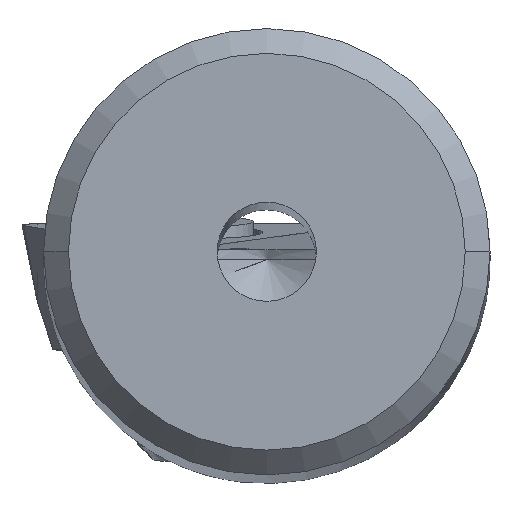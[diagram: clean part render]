
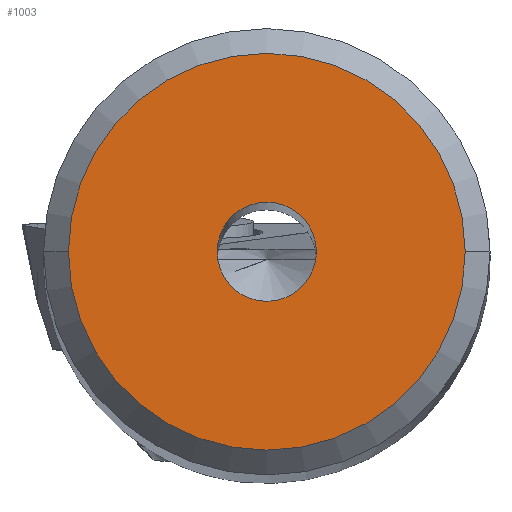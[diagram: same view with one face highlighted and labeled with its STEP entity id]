
A CAD part, top view. The second image highlights one B-rep face of the part: STEP entity #1003.
In plain terms, the highlighted planar face has unit normal (0, 0, 1).
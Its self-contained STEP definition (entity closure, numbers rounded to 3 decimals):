
#927=VERTEX_POINT('NONE',#2011);
#957=VERTEX_POINT('NONE',#2046);
#1003=ADVANCED_FACE('NONE',(#2095,#2096),#2097,.T.);
#1045=VERTEX_POINT('NONE',#2143);
#1073=EDGE_CURVE('NONE',#1045,#957,#2178,.T.);
#1253=EDGE_CURVE('NONE',#927,#1427,#2380,.F.);
#1427=VERTEX_POINT('NONE',#2566);
#1437=EDGE_CURVE('NONE',#957,#1045,#2578,.T.);
#1439=EDGE_CURVE('NONE',#1427,#927,#2580,.T.);
#2011=CARTESIAN_POINT('',(4.,0.,83.001));
#2046=CARTESIAN_POINT('',(1.,0.0,83.001));
#2095=FACE_OUTER_BOUND('',#3541,.T.);
#2096=FACE_BOUND('',#3542,.T.);
#2097=PLANE('',#3543);
#2143=CARTESIAN_POINT('',(-1.,0.,83.001));
#2178=CIRCLE('',#4300,1.0);
#2380=CIRCLE('',#4595,4.);
#2566=CARTESIAN_POINT('',(-4.,0.0,83.001));
#2578=CIRCLE('',#4919,1.0);
#2580=CIRCLE('',#4922,4.);
#3541=EDGE_LOOP('',(#6883,#6884));
#3542=EDGE_LOOP('',(#6885,#6886));
#3543=AXIS2_PLACEMENT_3D('',#6887,#6888,#6889);
#4300=AXIS2_PLACEMENT_3D('',#6998,#6999,#7000);
#4595=AXIS2_PLACEMENT_3D('',#7275,#7276,#7277);
#4919=AXIS2_PLACEMENT_3D('',#7463,#7464,#7465);
#4922=AXIS2_PLACEMENT_3D('',#7466,#7467,#7468);
#6883=ORIENTED_EDGE('',*,*,#1439,.T.);
#6884=ORIENTED_EDGE('',*,*,#1253,.T.);
#6885=ORIENTED_EDGE('',*,*,#1437,.T.);
#6886=ORIENTED_EDGE('',*,*,#1073,.T.);
#6887=CARTESIAN_POINT('',(-1.,0.0,83.001));
#6888=DIRECTION('',(0.0,0.0,1.0));
#6889=DIRECTION('',(1.0,0.0,0.0));
#6998=CARTESIAN_POINT('',(0.0,0.0,83.001));
#6999=DIRECTION('',(0.0,0.0,-1.0));
#7000=DIRECTION('',(1.0,0.0,0.0));
#7275=CARTESIAN_POINT('',(0.0,0.0,83.001));
#7276=DIRECTION('',(0.0,0.0,-1.0));
#7277=DIRECTION('',(-1.0,0.0,0.0));
#7463=CARTESIAN_POINT('',(0.0,0.0,83.001));
#7464=DIRECTION('',(0.0,0.0,-1.0));
#7465=DIRECTION('',(1.0,0.0,0.0));
#7466=CARTESIAN_POINT('',(0.0,0.0,83.001));
#7467=DIRECTION('',(0.0,0.0,1.0));
#7468=DIRECTION('',(-1.0,0.0,0.0));
